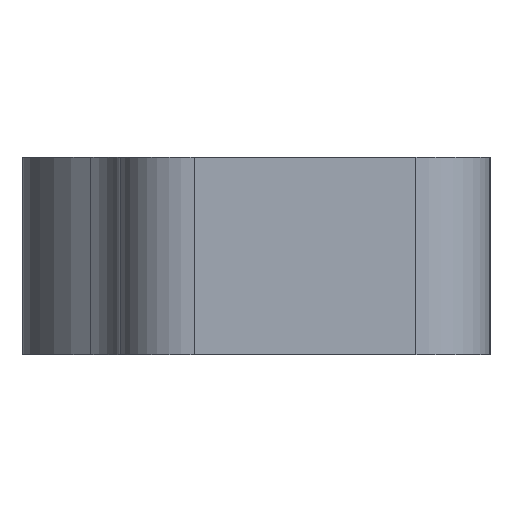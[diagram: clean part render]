
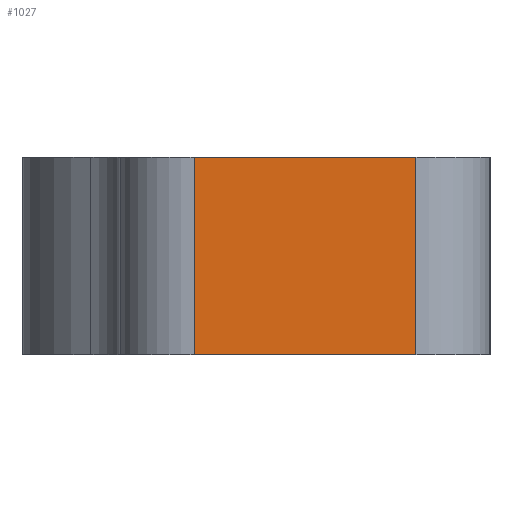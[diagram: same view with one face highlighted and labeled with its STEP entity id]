
A CAD part, left-side view. The second image highlights one B-rep face of the part: STEP entity #1027.
In plain terms, the highlighted planar face has unit normal (-1, 0, 0).
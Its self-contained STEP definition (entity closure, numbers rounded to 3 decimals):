
#171=CARTESIAN_POINT('',(-26.054,71.007,-4.));
#172=VERTEX_POINT('',#171);
#180=CARTESIAN_POINT('',(-26.054,80.007,-4.));
#181=VERTEX_POINT('',#180);
#182=CARTESIAN_POINT('',(-26.054,71.007,-4.));
#183=DIRECTION('',(-0.,1.,-0.));
#184=VECTOR('',#183,9.);
#185=LINE('',#182,#184);
#186=EDGE_CURVE('',#172,#181,#185,.T.);
#297=CARTESIAN_POINT('',(-26.054,80.007,4.));
#298=VERTEX_POINT('',#297);
#306=CARTESIAN_POINT('',(-26.054,71.007,4.));
#307=VERTEX_POINT('',#306);
#308=CARTESIAN_POINT('',(-26.054,71.007,4.));
#309=DIRECTION('',(-0.,1.,-0.));
#310=VECTOR('',#309,9.);
#311=LINE('',#308,#310);
#312=EDGE_CURVE('',#307,#298,#311,.T.);
#1006=CARTESIAN_POINT('',(-26.054,75.507,-4.));
#1007=DIRECTION('',(1.,0.,0.));
#1008=DIRECTION('',(-0.,0.,1.));
#1009=AXIS2_PLACEMENT_3D('',#1006,#1007,#1008);
#1010=PLANE('',#1009);
#1011=ORIENTED_EDGE('',*,*,#186,.F.);
#1012=CARTESIAN_POINT('',(-26.054,71.007,-4.));
#1013=DIRECTION('',(-0.,0.,1.));
#1014=VECTOR('',#1013,8.);
#1015=LINE('',#1012,#1014);
#1016=EDGE_CURVE('',#172,#307,#1015,.T.);
#1017=ORIENTED_EDGE('',*,*,#1016,.T.);
#1018=ORIENTED_EDGE('',*,*,#312,.T.);
#1019=CARTESIAN_POINT('',(-26.054,80.007,4.));
#1020=DIRECTION('',(0.,-0.,-1.));
#1021=VECTOR('',#1020,8.);
#1022=LINE('',#1019,#1021);
#1023=EDGE_CURVE('',#298,#181,#1022,.T.);
#1024=ORIENTED_EDGE('',*,*,#1023,.T.);
#1025=EDGE_LOOP('',(#1011,#1017,#1018,#1024));
#1026=FACE_BOUND('',#1025,.T.);
#1027=ADVANCED_FACE('',(#1026),#1010,.F.);
